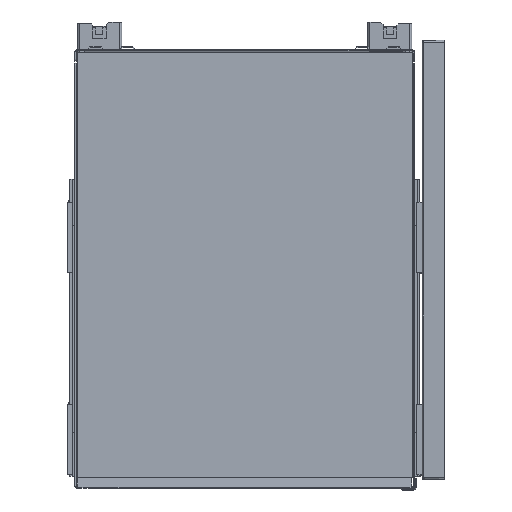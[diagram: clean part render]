
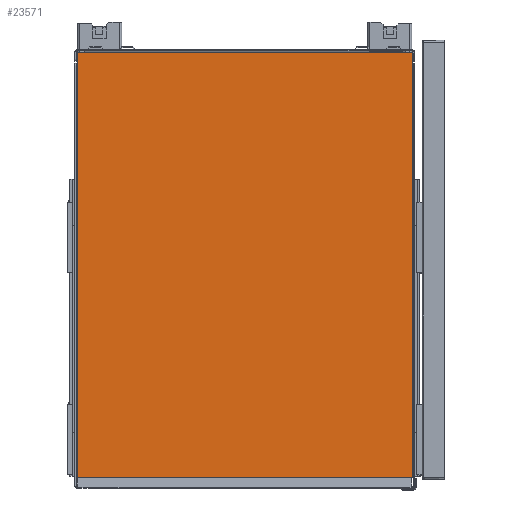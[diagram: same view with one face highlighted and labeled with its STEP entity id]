
A CAD part, top view. The second image highlights one B-rep face of the part: STEP entity #23571.
In plain terms, the highlighted planar face has unit normal (0, 0, 1).
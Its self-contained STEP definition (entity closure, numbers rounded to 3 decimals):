
#1056=PLANE('',#25148);
#2044=FACE_OUTER_BOUND('',#3382,.T.);
#3382=EDGE_LOOP('',(#18572,#18573,#18574,#18575,#18576,#18577,#18578,#18579,
#18580,#18581,#18582,#18583,#18584,#18585));
#4491=LINE('',#33052,#7163);
#4516=LINE('',#33105,#7188);
#5690=LINE('',#37999,#8362);
#5693=LINE('',#38005,#8365);
#5694=LINE('',#38008,#8366);
#5696=LINE('',#38012,#8368);
#5701=LINE('',#38026,#8373);
#5702=LINE('',#38028,#8374);
#5703=LINE('',#38030,#8375);
#5704=LINE('',#38031,#8376);
#5705=LINE('',#38033,#8377);
#5706=LINE('',#38034,#8378);
#7163=VECTOR('',#26556,10.);
#7188=VECTOR('',#26591,10.);
#8362=VECTOR('',#28825,10.);
#8365=VECTOR('',#28830,10.);
#8366=VECTOR('',#28833,10.);
#8368=VECTOR('',#28837,10.);
#8373=VECTOR('',#28858,10.);
#8374=VECTOR('',#28861,10.);
#8375=VECTOR('',#28862,10.);
#8376=VECTOR('',#28863,10.);
#8377=VECTOR('',#28864,10.);
#8378=VECTOR('',#28865,10.);
#9825=CIRCLE('',#24599,1.);
#9828=CIRCLE('',#24605,1.);
#10462=VERTEX_POINT('',#33039);
#10463=VERTEX_POINT('',#33040);
#10467=VERTEX_POINT('',#33050);
#10485=VERTEX_POINT('',#33090);
#10486=VERTEX_POINT('',#33091);
#10490=VERTEX_POINT('',#33103);
#11413=VERTEX_POINT('',#37995);
#11414=VERTEX_POINT('',#37997);
#11415=VERTEX_POINT('',#38001);
#11416=VERTEX_POINT('',#38003);
#11417=VERTEX_POINT('',#38007);
#11418=VERTEX_POINT('',#38011);
#11420=VERTEX_POINT('',#38029);
#11421=VERTEX_POINT('',#38032);
#12682=EDGE_CURVE('',#10462,#10463,#9825,.T.);
#12688=EDGE_CURVE('',#10467,#10462,#4491,.T.);
#12707=EDGE_CURVE('',#10485,#10486,#9828,.T.);
#12715=EDGE_CURVE('',#10490,#10485,#4516,.T.);
#14047=EDGE_CURVE('',#11414,#11413,#5690,.T.);
#14050=EDGE_CURVE('',#11416,#11415,#5693,.T.);
#14051=EDGE_CURVE('',#11417,#10486,#5694,.T.);
#14053=EDGE_CURVE('',#10463,#11418,#5696,.T.);
#14062=EDGE_CURVE('',#11418,#10490,#5701,.T.);
#14063=EDGE_CURVE('',#11413,#10467,#5702,.T.);
#14064=EDGE_CURVE('',#11420,#11414,#5703,.T.);
#14065=EDGE_CURVE('',#11420,#11415,#5704,.T.);
#14066=EDGE_CURVE('',#11421,#11416,#5705,.T.);
#14067=EDGE_CURVE('',#11421,#11417,#5706,.T.);
#18572=ORIENTED_EDGE('',*,*,#12682,.F.);
#18573=ORIENTED_EDGE('',*,*,#12688,.F.);
#18574=ORIENTED_EDGE('',*,*,#14063,.F.);
#18575=ORIENTED_EDGE('',*,*,#14047,.F.);
#18576=ORIENTED_EDGE('',*,*,#14064,.F.);
#18577=ORIENTED_EDGE('',*,*,#14065,.T.);
#18578=ORIENTED_EDGE('',*,*,#14050,.F.);
#18579=ORIENTED_EDGE('',*,*,#14066,.F.);
#18580=ORIENTED_EDGE('',*,*,#14067,.T.);
#18581=ORIENTED_EDGE('',*,*,#14051,.T.);
#18582=ORIENTED_EDGE('',*,*,#12707,.F.);
#18583=ORIENTED_EDGE('',*,*,#12715,.F.);
#18584=ORIENTED_EDGE('',*,*,#14062,.F.);
#18585=ORIENTED_EDGE('',*,*,#14053,.F.);
#23571=ADVANCED_FACE('',(#2044),#1056,.T.);
#24599=AXIS2_PLACEMENT_3D('',#33041,#26546,#26547);
#24605=AXIS2_PLACEMENT_3D('',#33092,#26580,#26581);
#25148=AXIS2_PLACEMENT_3D('',#38027,#28859,#28860);
#26546=DIRECTION('center_axis',(0.,0.,-1.));
#26547=DIRECTION('ref_axis',(-0.707,0.707,0.));
#26556=DIRECTION('',(0.,1.,0.));
#26580=DIRECTION('center_axis',(0.,0.,-1.));
#26581=DIRECTION('ref_axis',(0.707,0.707,0.));
#26591=DIRECTION('',(1.,0.,0.));
#28825=DIRECTION('',(-1.,0.,0.));
#28830=DIRECTION('',(0.,-1.,0.));
#28833=DIRECTION('',(0.,1.,0.));
#28837=DIRECTION('',(1.,0.,0.));
#28858=DIRECTION('',(1.,0.,0.));
#28859=DIRECTION('center_axis',(0.,0.,1.));
#28860=DIRECTION('ref_axis',(1.,0.,0.));
#28861=DIRECTION('',(0.,1.,0.));
#28862=DIRECTION('',(0.,1.,0.));
#28863=DIRECTION('',(1.,0.,0.));
#28864=DIRECTION('',(-1.,0.,0.));
#28865=DIRECTION('',(0.,1.,0.));
#33039=CARTESIAN_POINT('',(-185.25,482.85,1.25));
#33040=CARTESIAN_POINT('',(-184.25,483.85,1.25));
#33041=CARTESIAN_POINT('Origin',(-184.25,482.85,1.25));
#33050=CARTESIAN_POINT('',(-185.25,471.15,1.25));
#33052=CARTESIAN_POINT('',(-185.25,471.15,1.25));
#33090=CARTESIAN_POINT('',(184.25,483.85,1.25));
#33091=CARTESIAN_POINT('',(185.25,482.85,1.25));
#33092=CARTESIAN_POINT('Origin',(184.25,482.85,1.25));
#33103=CARTESIAN_POINT('',(177.55,483.85,1.25));
#33105=CARTESIAN_POINT('',(177.55,483.85,1.25));
#37995=CARTESIAN_POINT('',(-185.25,13.15,1.25));
#37997=CARTESIAN_POINT('',(-172.55,13.15,1.25));
#37999=CARTESIAN_POINT('',(-172.55,13.15,1.25));
#38001=CARTESIAN_POINT('',(172.55,11.9,1.25));
#38003=CARTESIAN_POINT('',(172.55,13.15,1.25));
#38005=CARTESIAN_POINT('',(172.55,13.15,1.25));
#38007=CARTESIAN_POINT('',(185.25,471.15,1.25));
#38008=CARTESIAN_POINT('',(185.25,130.512,1.25));
#38011=CARTESIAN_POINT('',(-177.55,483.85,1.25));
#38012=CARTESIAN_POINT('',(177.55,483.85,1.25));
#38026=CARTESIAN_POINT('',(177.55,483.85,1.25));
#38027=CARTESIAN_POINT('Origin',(0.,247.875,
1.25));
#38028=CARTESIAN_POINT('',(-185.25,471.15,1.25));
#38029=CARTESIAN_POINT('',(-172.55,11.9,1.25));
#38030=CARTESIAN_POINT('',(-172.55,9.4,1.25));
#38031=CARTESIAN_POINT('',(86.275,11.9,1.25));
#38032=CARTESIAN_POINT('',(185.25,13.15,1.25));
#38033=CARTESIAN_POINT('',(187.75,13.15,1.25));
#38034=CARTESIAN_POINT('',(185.25,130.512,1.25));
